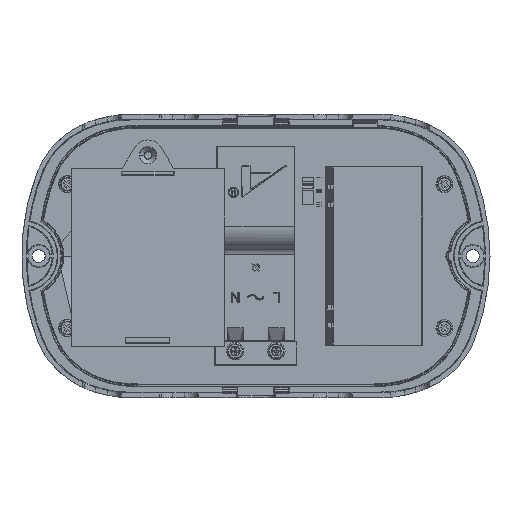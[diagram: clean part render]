
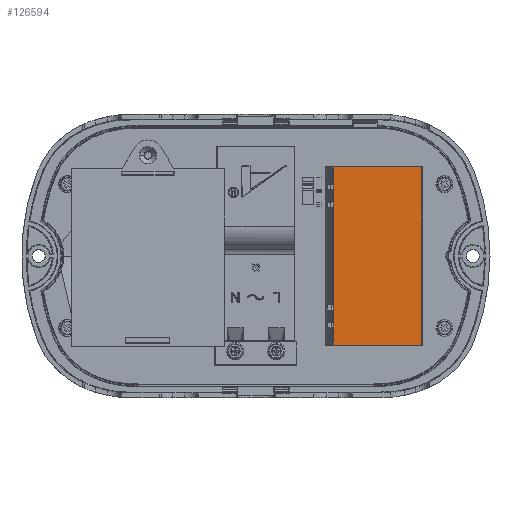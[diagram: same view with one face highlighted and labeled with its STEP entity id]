
A CAD part, top view. The second image highlights one B-rep face of the part: STEP entity #126594.
In plain terms, the highlighted planar face has unit normal (0, 0, 1).
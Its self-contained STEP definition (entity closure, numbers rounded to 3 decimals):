
#387 = DIRECTION ( 'NONE',  ( 0., 1., 0. ) ) ;
#1038 = LINE ( 'NONE', #11667, #16378 ) ;
#2581 = VERTEX_POINT ( 'NONE', #64266 ) ;
#4718 = VERTEX_POINT ( 'NONE', #32069 ) ;
#5110 = DIRECTION ( 'NONE',  ( 1., 0., 0. ) ) ;
#5527 = DIRECTION ( 'NONE',  ( 0., 1., 0. ) ) ;
#8313 = EDGE_CURVE ( 'NONE', #13326, #2581, #86792, .T. ) ;
#9468 = VECTOR ( 'NONE', #65691, 1000. ) ;
#9488 = DIRECTION ( 'NONE',  ( 0., -1., 0. ) ) ;
#10164 = EDGE_CURVE ( 'NONE', #15372, #4718, #1038, .T. ) ;
#10796 = LINE ( 'NONE', #79202, #83427 ) ;
#11667 = CARTESIAN_POINT ( 'NONE',  ( 30.139, 34.664, 7.9 ) ) ;
#11853 = EDGE_CURVE ( 'NONE', #73260, #118193, #29116, .T. ) ;
#13121 = LINE ( 'NONE', #50941, #39830 ) ;
#13326 = VERTEX_POINT ( 'NONE', #55392 ) ;
#14486 = VERTEX_POINT ( 'NONE', #50790 ) ;
#15239 = EDGE_CURVE ( 'NONE', #39727, #13326, #31862, .T. ) ;
#15372 = VERTEX_POINT ( 'NONE', #88223 ) ;
#15524 = CARTESIAN_POINT ( 'NONE',  ( 30.139, 34.664, 7.9 ) ) ;
#15740 = CARTESIAN_POINT ( 'NONE',  ( 30.139, 18.901, 7.9 ) ) ;
#16378 = VECTOR ( 'NONE', #387, 1000. ) ;
#19924 = DIRECTION ( 'NONE',  ( 1., 0., 0. ) ) ;
#19936 = DIRECTION ( 'NONE',  ( 0., -1., 0. ) ) ;
#22051 = DIRECTION ( 'NONE',  ( 0., 0., -1. ) ) ;
#22837 = LINE ( 'NONE', #63323, #48332 ) ;
#23788 = LINE ( 'NONE', #54268, #92908 ) ;
#26503 = CARTESIAN_POINT ( 'NONE',  ( 64.664, 0., 7.9 ) ) ;
#28025 = CARTESIAN_POINT ( 'NONE',  ( 64.664, 34.664, 7.9 ) ) ;
#29116 = LINE ( 'NONE', #67648, #58627 ) ;
#29143 = VECTOR ( 'NONE', #5527, 1000. ) ;
#31862 = LINE ( 'NONE', #60422, #99349 ) ;
#32069 = CARTESIAN_POINT ( 'NONE',  ( 30.139, -18.901, 7.9 ) ) ;
#32132 = CARTESIAN_POINT ( 'NONE',  ( 30.139, -28.099, 7.9 ) ) ;
#35923 = CARTESIAN_POINT ( 'NONE',  ( 30.139, 0., 7.9 ) ) ;
#38197 = VECTOR ( 'NONE', #5110, 1000. ) ;
#38537 = CARTESIAN_POINT ( 'NONE',  ( 30.139, 34.664, 7.9 ) ) ;
#39727 = VERTEX_POINT ( 'NONE', #32132 ) ;
#39830 = VECTOR ( 'NONE', #53551, 1000. ) ;
#40489 = DIRECTION ( 'NONE',  ( 0., -1., 0. ) ) ;
#40965 = EDGE_CURVE ( 'NONE', #129182, #14486, #70371, .T. ) ;
#43241 = CARTESIAN_POINT ( 'NONE',  ( 0., 0., 7.9 ) ) ;
#46255 = LINE ( 'NONE', #118637, #68832 ) ;
#47131 = VERTEX_POINT ( 'NONE', #107648 ) ;
#48332 = VECTOR ( 'NONE', #85228, 1000. ) ;
#50790 = CARTESIAN_POINT ( 'NONE',  ( 64.664, -34.664, 7.9 ) ) ;
#50830 = ORIENTED_EDGE ( 'NONE', *, *, #8313, .T. ) ;
#50941 = CARTESIAN_POINT ( 'NONE',  ( 30.139, 0., 7.9 ) ) ;
#51694 = ORIENTED_EDGE ( 'NONE', *, *, #75353, .F. ) ;
#53551 = DIRECTION ( 'NONE',  ( 0., -1., 0. ) ) ;
#54268 = CARTESIAN_POINT ( 'NONE',  ( 0., 34.664, 7.9 ) ) ;
#55392 = CARTESIAN_POINT ( 'NONE',  ( 30.139, -34.664, 7.9 ) ) ;
#56867 = DIRECTION ( 'NONE',  ( -1., 0., 0. ) ) ;
#58566 = ORIENTED_EDGE ( 'NONE', *, *, #15239, .T. ) ;
#58627 = VECTOR ( 'NONE', #79541, 1000. ) ;
#58721 = EDGE_CURVE ( 'NONE', #15372, #79466, #126955, .T. ) ;
#60422 = CARTESIAN_POINT ( 'NONE',  ( 30.139, 0., 7.9 ) ) ;
#60598 = LINE ( 'NONE', #89238, #103133 ) ;
#63323 = CARTESIAN_POINT ( 'NONE',  ( 30.139, 34.664, 7.9 ) ) ;
#64266 = CARTESIAN_POINT ( 'NONE',  ( 44.147, -34.664, 7.9 ) ) ;
#65691 = DIRECTION ( 'NONE',  ( 0., 1., 0. ) ) ;
#65971 = LINE ( 'NONE', #15524, #29143 ) ;
#67648 = CARTESIAN_POINT ( 'NONE',  ( 30.139, 0., 7.9 ) ) ;
#68832 = VECTOR ( 'NONE', #56867, 1000. ) ;
#70371 = LINE ( 'NONE', #110861, #96765 ) ;
#70453 = ORIENTED_EDGE ( 'NONE', *, *, #125371, .F. ) ;
#73260 = VERTEX_POINT ( 'NONE', #38537 ) ;
#73416 = ORIENTED_EDGE ( 'NONE', *, *, #128930, .F. ) ;
#74184 = ORIENTED_EDGE ( 'NONE', *, *, #40965, .T. ) ;
#75353 = EDGE_CURVE ( 'NONE', #108747, #80441, #60598, .T. ) ;
#77874 = ORIENTED_EDGE ( 'NONE', *, *, #10164, .F. ) ;
#79202 = CARTESIAN_POINT ( 'NONE',  ( 30.139, 0., 7.9 ) ) ;
#79466 = VERTEX_POINT ( 'NONE', #112153 ) ;
#79541 = DIRECTION ( 'NONE',  ( 0., -1., 0. ) ) ;
#80321 = ORIENTED_EDGE ( 'NONE', *, *, #89201, .T. ) ;
#80441 = VERTEX_POINT ( 'NONE', #89694 ) ;
#81458 = VERTEX_POINT ( 'NONE', #28025 ) ;
#81547 = EDGE_LOOP ( 'NONE', ( #114427, #73416, #84231, #51694, #128049, #77874, #114932, #70453, #58566, #50830, #118755, #74184, #103720, #80321 ) ) ;
#82821 = EDGE_CURVE ( 'NONE', #129182, #2581, #46255, .T. ) ;
#83427 = VECTOR ( 'NONE', #9488, 1000. ) ;
#83759 = DIRECTION ( 'NONE',  ( 0., -1., 0. ) ) ;
#84231 = ORIENTED_EDGE ( 'NONE', *, *, #119648, .T. ) ;
#85228 = DIRECTION ( 'NONE',  ( 0., 1., 0. ) ) ;
#86792 = LINE ( 'NONE', #127326, #38197 ) ;
#88223 = CARTESIAN_POINT ( 'NONE',  ( 30.139, -21.099, 7.9 ) ) ;
#89201 = EDGE_CURVE ( 'NONE', #81458, #73260, #23788, .T. ) ;
#89238 = CARTESIAN_POINT ( 'NONE',  ( 30.139, 34.664, 7.9 ) ) ;
#89694 = CARTESIAN_POINT ( 'NONE',  ( 30.139, 21.099, 7.9 ) ) ;
#90826 = AXIS2_PLACEMENT_3D ( 'NONE', #43241, #22051, #83759 ) ;
#91175 = DIRECTION ( 'NONE',  ( 0., 1., 0. ) ) ;
#92908 = VECTOR ( 'NONE', #125392, 1000. ) ;
#93749 = FACE_OUTER_BOUND ( 'NONE', #81547, .T. ) ;
#96765 = VECTOR ( 'NONE', #19924, 1000. ) ;
#98466 = EDGE_CURVE ( 'NONE', #108747, #4718, #10796, .T. ) ;
#99349 = VECTOR ( 'NONE', #40489, 1000. ) ;
#103133 = VECTOR ( 'NONE', #91175, 1000. ) ;
#103720 = ORIENTED_EDGE ( 'NONE', *, *, #111364, .T. ) ;
#107648 = CARTESIAN_POINT ( 'NONE',  ( 30.139, 25.901, 7.9 ) ) ;
#108747 = VERTEX_POINT ( 'NONE', #15740 ) ;
#109728 = CARTESIAN_POINT ( 'NONE',  ( 47.853, -34.664, 7.9 ) ) ;
#110861 = CARTESIAN_POINT ( 'NONE',  ( 0., -34.664, 7.9 ) ) ;
#111364 = EDGE_CURVE ( 'NONE', #14486, #81458, #115447, .T. ) ;
#112153 = CARTESIAN_POINT ( 'NONE',  ( 30.139, -25.901, 7.9 ) ) ;
#112975 = PLANE ( 'NONE',  #90826 ) ;
#113829 = CARTESIAN_POINT ( 'NONE',  ( 30.139, 28.099, 7.9 ) ) ;
#114427 = ORIENTED_EDGE ( 'NONE', *, *, #11853, .T. ) ;
#114932 = ORIENTED_EDGE ( 'NONE', *, *, #58721, .T. ) ;
#115447 = LINE ( 'NONE', #26503, #9468 ) ;
#118193 = VERTEX_POINT ( 'NONE', #113829 ) ;
#118637 = CARTESIAN_POINT ( 'NONE',  ( 64.664, -34.664, 7.9 ) ) ;
#118755 = ORIENTED_EDGE ( 'NONE', *, *, #82821, .F. ) ;
#119648 = EDGE_CURVE ( 'NONE', #47131, #80441, #13121, .T. ) ;
#120525 = VECTOR ( 'NONE', #19936, 1000. ) ;
#125371 = EDGE_CURVE ( 'NONE', #39727, #79466, #65971, .T. ) ;
#125392 = DIRECTION ( 'NONE',  ( -1., 0., 0. ) ) ;
#126594 = ADVANCED_FACE ( 'NONE', ( #93749 ), #112975, .F. ) ;
#126955 = LINE ( 'NONE', #35923, #120525 ) ;
#127326 = CARTESIAN_POINT ( 'NONE',  ( 0., -34.664, 7.9 ) ) ;
#128049 = ORIENTED_EDGE ( 'NONE', *, *, #98466, .T. ) ;
#128930 = EDGE_CURVE ( 'NONE', #47131, #118193, #22837, .T. ) ;
#129182 = VERTEX_POINT ( 'NONE', #109728 ) ;
